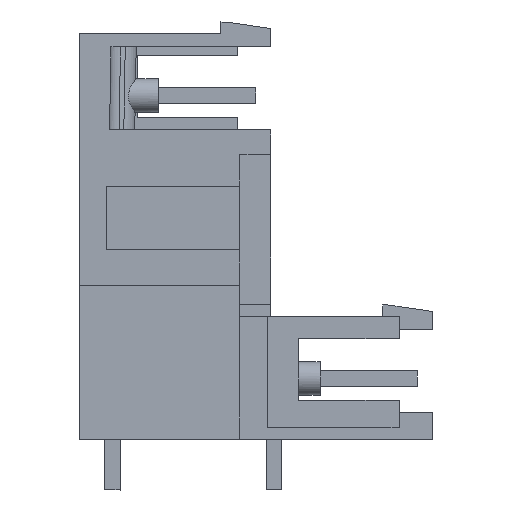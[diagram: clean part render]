
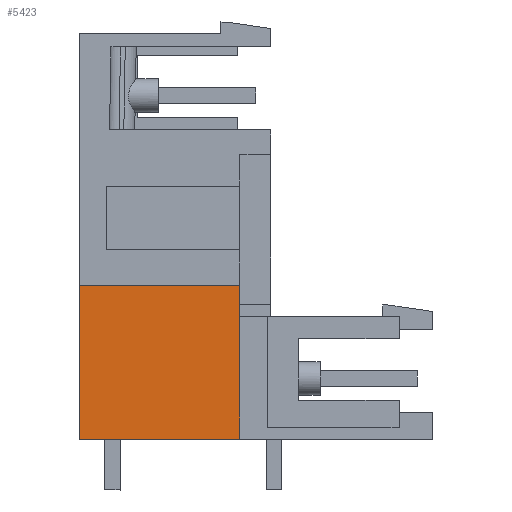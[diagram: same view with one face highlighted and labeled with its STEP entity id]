
A CAD part, left-side view. The second image highlights one B-rep face of the part: STEP entity #5423.
In plain terms, the highlighted planar face has unit normal (-1, 0, 0).
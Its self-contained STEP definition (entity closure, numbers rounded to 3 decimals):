
#5403=AXIS2_PLACEMENT_3D('Plane Axis2P3D',#5400,#5401,#5402) ;
#2394=CARTESIAN_POINT('Vertex',(1.54,12.1,3.2)) ;
#2397=CARTESIAN_POINT('Line Origine',(1.54,17.13,3.2)) ;
#2401=CARTESIAN_POINT('Vertex',(1.54,22.16,3.2)) ;
#5379=CARTESIAN_POINT('Line Origine',(1.54,22.16,8.025)) ;
#5383=CARTESIAN_POINT('Vertex',(1.54,22.16,12.85)) ;
#5400=CARTESIAN_POINT('Axis2P3D Location',(1.54,12.1,3.2)) ;
#5405=CARTESIAN_POINT('Line Origine',(1.54,12.1,8.025)) ;
#5409=CARTESIAN_POINT('Vertex',(1.54,12.1,12.85)) ;
#5412=CARTESIAN_POINT('Line Origine',(1.54,17.13,12.85)) ;
#2398=DIRECTION('Vector Direction',(0.,1.,0.)) ;
#5380=DIRECTION('Vector Direction',(0.,0.,1.)) ;
#5401=DIRECTION('Axis2P3D Direction',(-1.,0.,0.)) ;
#5402=DIRECTION('Axis2P3D XDirection',(0.,0.,1.)) ;
#5406=DIRECTION('Vector Direction',(0.,0.,1.)) ;
#5413=DIRECTION('Vector Direction',(0.,1.,0.)) ;
#2399=VECTOR('Line Direction',#2398,1.) ;
#5381=VECTOR('Line Direction',#5380,1.) ;
#5407=VECTOR('Line Direction',#5406,1.) ;
#5414=VECTOR('Line Direction',#5413,1.) ;
#5418=ORIENTED_EDGE('',*,*,#2403,.F.) ;
#5419=ORIENTED_EDGE('',*,*,#5411,.T.) ;
#5420=ORIENTED_EDGE('',*,*,#5416,.T.) ;
#5421=ORIENTED_EDGE('',*,*,#5385,.F.) ;
#5423=ADVANCED_FACE('HOUSING',(#5422),#5404,.T.) ;
#2403=EDGE_CURVE('',#2395,#2402,#2400,.T.) ;
#5385=EDGE_CURVE('',#2402,#5384,#5382,.T.) ;
#5411=EDGE_CURVE('',#2395,#5410,#5408,.T.) ;
#5416=EDGE_CURVE('',#5410,#5384,#5415,.T.) ;
#5417=EDGE_LOOP('',(#5418,#5419,#5420,#5421)) ;
#5422=FACE_OUTER_BOUND('',#5417,.T.) ;
#2400=LINE('Line',#2397,#2399) ;
#5382=LINE('Line',#5379,#5381) ;
#5408=LINE('Line',#5405,#5407) ;
#5415=LINE('Line',#5412,#5414) ;
#5404=PLANE('',#5403) ;
#2395=VERTEX_POINT('',#2394) ;
#2402=VERTEX_POINT('',#2401) ;
#5384=VERTEX_POINT('',#5383) ;
#5410=VERTEX_POINT('',#5409) ;
